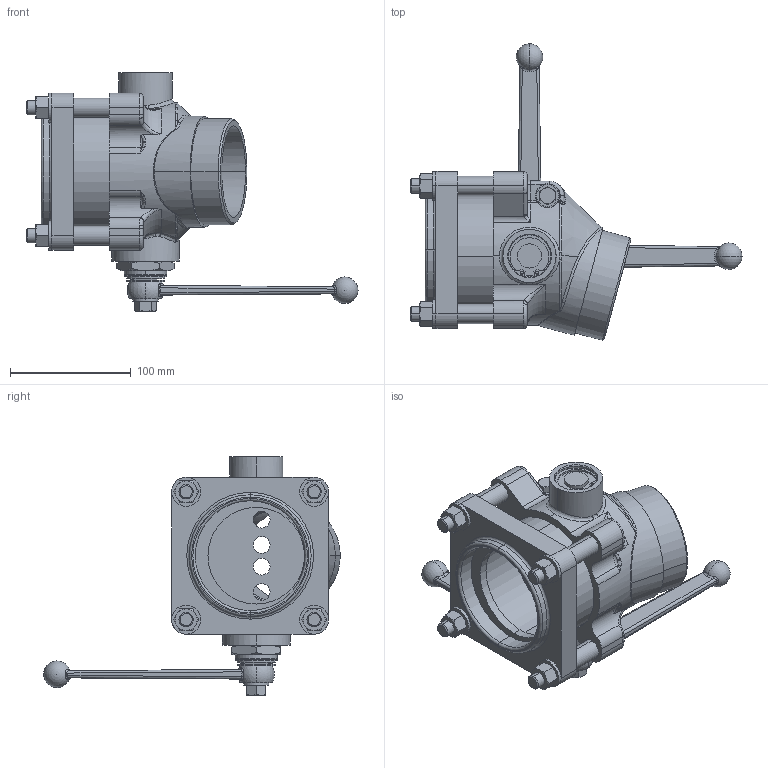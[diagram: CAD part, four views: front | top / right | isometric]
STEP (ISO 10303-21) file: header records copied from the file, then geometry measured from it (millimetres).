
FILE_DESCRIPTION (( 'STEP AP214' ), '1' );
FILE_NAME ('SGAV80KL_251898.STEP', '2012-09-24T06:09:31', ( 'Admin2' ), ( '' ), 'SwSTEP 2.0', 'SolidWorks 2010', '' );
FILE_SCHEMA (( 'AUTOMOTIVE_DESIGN' ));
Length unit declared in the file: millimetre
Products named in the file (1): SGAV80KL_251898
Bounding box: 275 x 245.7 x 197.6 mm (x, y, z)
Surface area: 201079.1 mm2 (no closed solid volume)
Topology: 0 solids, 39 shells, 878 faces, 2624 edges, 1739 vertices
Faces by surface type: plane 360, bspline 203, cylinder 160, cone 78, torus 67, sphere 10
Entity records: 52045 total; most frequent: CARTESIAN_POINT 22252, ORIENTED_EDGE 4495, DIRECTION 3960, EDGE_CURVE 2597, VERTEX_POINT 1727, AXIS2_PLACEMENT_3D 1363, LINE 1234, VECTOR 1234
